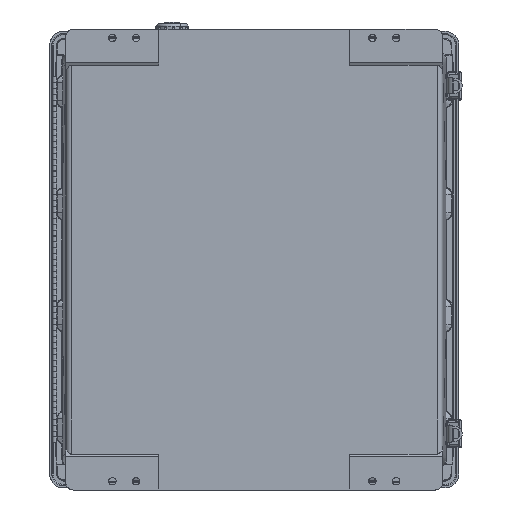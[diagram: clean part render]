
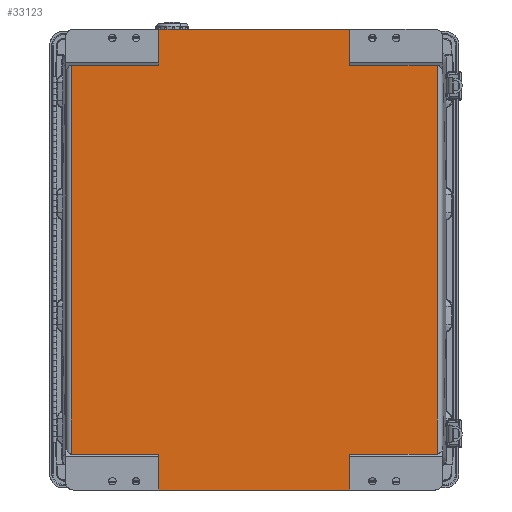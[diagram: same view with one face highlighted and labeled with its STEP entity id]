
A CAD part, front view. The second image highlights one B-rep face of the part: STEP entity #33123.
In plain terms, the highlighted planar face has unit normal (0, -1, 0).
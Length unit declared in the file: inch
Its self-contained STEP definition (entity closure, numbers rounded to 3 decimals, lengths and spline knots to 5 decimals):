
#1597 = VERTEX_POINT ( 'NONE', #71976 ) ;
#5645 = CARTESIAN_POINT ( 'NONE',  ( -7.73754, 0.05906, -17.96858 ) ) ;
#5866 = VECTOR ( 'NONE', #48600, 39.37008 ) ;
#6110 = DIRECTION ( 'NONE',  ( 0., 0., 1. ) ) ;
#6116 = VECTOR ( 'NONE', #12727, 39.37008 ) ;
#6264 = VERTEX_POINT ( 'NONE', #48876 ) ;
#6451 = ORIENTED_EDGE ( 'NONE', *, *, #48775, .F. ) ;
#7105 = VERTEX_POINT ( 'NONE', #60296 ) ;
#9830 = VECTOR ( 'NONE', #55686, 39.37008 ) ;
#10601 = DIRECTION ( 'NONE',  ( 0., 0., 1. ) ) ;
#10650 = VERTEX_POINT ( 'NONE', #55863 ) ;
#11689 = LINE ( 'NONE', #28822, #52387 ) ;
#12600 = LINE ( 'NONE', #69641, #35705 ) ;
#12684 = DIRECTION ( 'NONE',  ( 0., 0., 1. ) ) ;
#12727 = DIRECTION ( 'NONE',  ( -1., 0., 0. ) ) ;
#12774 = VERTEX_POINT ( 'NONE', #46286 ) ;
#13567 = LINE ( 'NONE', #31105, #26788 ) ;
#15038 = LINE ( 'NONE', #20638, #9830 ) ;
#15065 = PLANE ( 'NONE',  #44060 ) ;
#18274 = CARTESIAN_POINT ( 'NONE',  ( -7.73754, 0.05906, -1.51961 ) ) ;
#18737 = EDGE_CURVE ( 'NONE', #69683, #36500, #69373, .T. ) ;
#18791 = DIRECTION ( 'NONE',  ( -1., 0., 0. ) ) ;
#19039 = ORIENTED_EDGE ( 'NONE', *, *, #59973, .T. ) ;
#20288 = DIRECTION ( 'NONE',  ( 0., 0., -1. ) ) ;
#20365 = CARTESIAN_POINT ( 'NONE',  ( 8.11811, 0.05906, -19.48819 ) ) ;
#20638 = CARTESIAN_POINT ( 'NONE',  ( -8.11811, 0.05906, -1.51961 ) ) ;
#21133 = ORIENTED_EDGE ( 'NONE', *, *, #37391, .F. ) ;
#21396 = CARTESIAN_POINT ( 'NONE',  ( 8.11811, 0.05906, -1.51961 ) ) ;
#24149 = ORIENTED_EDGE ( 'NONE', *, *, #68554, .F. ) ;
#24281 = LINE ( 'NONE', #24634, #6116 ) ;
#24634 = CARTESIAN_POINT ( 'NONE',  ( 8.11811, 0.05906, -17.96858 ) ) ;
#25070 = CARTESIAN_POINT ( 'NONE',  ( 4.03163, 0.05906, -19.48819 ) ) ;
#25543 = CARTESIAN_POINT ( 'NONE',  ( -4.03163, 0.05906, -17.96858 ) ) ;
#25714 = LINE ( 'NONE', #53688, #58898 ) ;
#26788 = VECTOR ( 'NONE', #18791, 39.37008 ) ;
#27194 = VERTEX_POINT ( 'NONE', #25070 ) ;
#27853 = VERTEX_POINT ( 'NONE', #25543 ) ;
#28822 = CARTESIAN_POINT ( 'NONE',  ( 4.03163, 0.05906, 0.85787 ) ) ;
#29813 = EDGE_CURVE ( 'NONE', #63657, #37210, #12600, .T. ) ;
#30374 = CARTESIAN_POINT ( 'NONE',  ( -4.03163, 0.05906, -20.34606 ) ) ;
#30999 = VECTOR ( 'NONE', #34037, 39.37008 ) ;
#31105 = CARTESIAN_POINT ( 'NONE',  ( 8.11811, 0.05906, 0. ) ) ;
#32695 = ORIENTED_EDGE ( 'NONE', *, *, #18737, .F. ) ;
#32974 = DIRECTION ( 'NONE',  ( 0., 1., 0. ) ) ;
#33002 = ORIENTED_EDGE ( 'NONE', *, *, #29813, .T. ) ;
#33123 = ADVANCED_FACE ( 'NONE', ( #50096 ), #15065, .F. ) ;
#33994 = ORIENTED_EDGE ( 'NONE', *, *, #68941, .T. ) ;
#34037 = DIRECTION ( 'NONE',  ( 0., 0., -1. ) ) ;
#34475 = ORIENTED_EDGE ( 'NONE', *, *, #41131, .T. ) ;
#35705 = VECTOR ( 'NONE', #64071, 39.37008 ) ;
#36500 = VERTEX_POINT ( 'NONE', #64326 ) ;
#37210 = VERTEX_POINT ( 'NONE', #65412 ) ;
#37391 = EDGE_CURVE ( 'NONE', #36500, #6264, #15038, .T. ) ;
#37741 = VECTOR ( 'NONE', #73049, 39.37008 ) ;
#38017 = CARTESIAN_POINT ( 'NONE',  ( -8.11811, 0.05906, -17.96858 ) ) ;
#39624 = CARTESIAN_POINT ( 'NONE',  ( 4.03163, 0.05906, -20.34606 ) ) ;
#41131 = EDGE_CURVE ( 'NONE', #27853, #10650, #71384, .T. ) ;
#42588 = ORIENTED_EDGE ( 'NONE', *, *, #53791, .F. ) ;
#44060 = AXIS2_PLACEMENT_3D ( 'NONE', #21396, #32974, #10601 ) ;
#45225 = LINE ( 'NONE', #39624, #30999 ) ;
#46286 = CARTESIAN_POINT ( 'NONE',  ( 4.03163, 0.05906, -1.51961 ) ) ;
#46751 = VERTEX_POINT ( 'NONE', #59426 ) ;
#47592 = LINE ( 'NONE', #20365, #51692 ) ;
#48600 = DIRECTION ( 'NONE',  ( -1., 0., 0. ) ) ;
#48707 = EDGE_CURVE ( 'NONE', #1597, #27194, #45225, .T. ) ;
#48775 = EDGE_CURVE ( 'NONE', #63657, #1597, #24281, .T. ) ;
#48876 = CARTESIAN_POINT ( 'NONE',  ( -4.03163, 0.05906, -1.51961 ) ) ;
#50096 = FACE_OUTER_BOUND ( 'NONE', #52824, .T. ) ;
#50282 = ORIENTED_EDGE ( 'NONE', *, *, #48707, .F. ) ;
#50286 = LINE ( 'NONE', #38017, #37741 ) ;
#51692 = VECTOR ( 'NONE', #65882, 39.37008 ) ;
#52387 = VECTOR ( 'NONE', #6110, 39.37008 ) ;
#52824 = EDGE_LOOP ( 'NONE', ( #32695, #65750, #34475, #24149, #50282, #6451, #33002, #19039, #54371, #33994, #42588, #21133 ) ) ;
#53688 = CARTESIAN_POINT ( 'NONE',  ( -4.03163, 0.05906, 0.85787 ) ) ;
#53791 = EDGE_CURVE ( 'NONE', #6264, #46751, #25714, .T. ) ;
#54371 = ORIENTED_EDGE ( 'NONE', *, *, #62680, .T. ) ;
#55355 = CARTESIAN_POINT ( 'NONE',  ( 7.73754, 0.05906, -17.96858 ) ) ;
#55686 = DIRECTION ( 'NONE',  ( 1., 0., 0. ) ) ;
#55863 = CARTESIAN_POINT ( 'NONE',  ( -4.03163, 0.05906, -19.48819 ) ) ;
#58898 = VECTOR ( 'NONE', #66005, 39.37008 ) ;
#59426 = CARTESIAN_POINT ( 'NONE',  ( -4.03163, 0.05906, 0. ) ) ;
#59863 = VECTOR ( 'NONE', #20288, 39.37008 ) ;
#59973 = EDGE_CURVE ( 'NONE', #37210, #12774, #66520, .T. ) ;
#60296 = CARTESIAN_POINT ( 'NONE',  ( 4.03163, 0.05906, 0. ) ) ;
#61683 = VECTOR ( 'NONE', #12684, 39.37008 ) ;
#62680 = EDGE_CURVE ( 'NONE', #12774, #7105, #11689, .T. ) ;
#63657 = VERTEX_POINT ( 'NONE', #55355 ) ;
#64071 = DIRECTION ( 'NONE',  ( 0., 0., 1. ) ) ;
#64326 = CARTESIAN_POINT ( 'NONE',  ( -7.73754, 0.05906, -1.51961 ) ) ;
#65412 = CARTESIAN_POINT ( 'NONE',  ( 7.73754, 0.05906, -1.51961 ) ) ;
#65750 = ORIENTED_EDGE ( 'NONE', *, *, #70800, .T. ) ;
#65882 = DIRECTION ( 'NONE',  ( -1., 0., 0. ) ) ;
#66005 = DIRECTION ( 'NONE',  ( 0., 0., 1. ) ) ;
#66520 = LINE ( 'NONE', #72463, #5866 ) ;
#68554 = EDGE_CURVE ( 'NONE', #27194, #10650, #47592, .T. ) ;
#68941 = EDGE_CURVE ( 'NONE', #7105, #46751, #13567, .T. ) ;
#69373 = LINE ( 'NONE', #18274, #61683 ) ;
#69641 = CARTESIAN_POINT ( 'NONE',  ( 7.73754, 0.05906, -1.51961 ) ) ;
#69683 = VERTEX_POINT ( 'NONE', #5645 ) ;
#70800 = EDGE_CURVE ( 'NONE', #69683, #27853, #50286, .T. ) ;
#71384 = LINE ( 'NONE', #30374, #59863 ) ;
#71976 = CARTESIAN_POINT ( 'NONE',  ( 4.03163, 0.05906, -17.96858 ) ) ;
#72463 = CARTESIAN_POINT ( 'NONE',  ( 8.11811, 0.05906, -1.51961 ) ) ;
#73049 = DIRECTION ( 'NONE',  ( 1., 0., 0. ) ) ;
